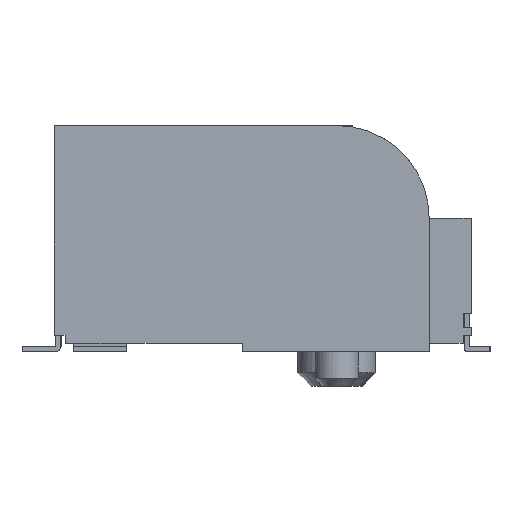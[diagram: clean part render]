
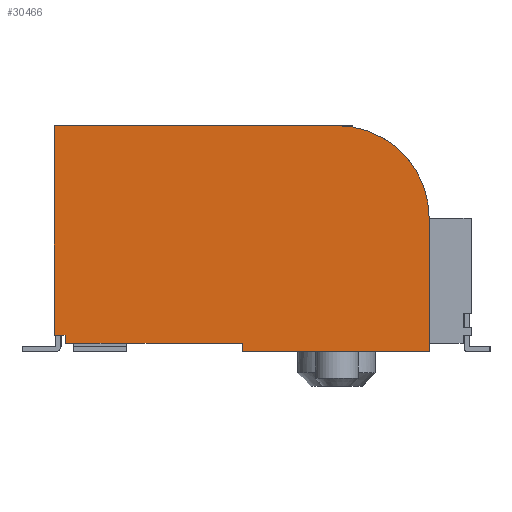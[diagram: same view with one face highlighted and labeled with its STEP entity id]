
A CAD part, left-side view. The second image highlights one B-rep face of the part: STEP entity #30466.
In plain terms, the highlighted planar face has unit normal (-1, 0, 0).
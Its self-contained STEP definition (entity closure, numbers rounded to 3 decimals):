
#30292 = VERTEX_POINT('',#30293);
#30293 = CARTESIAN_POINT('',(-10.95,-1.475,0.)
  );
#30299 = EDGE_CURVE('',#30292,#30300,#30302,.T.);
#30300 = VERTEX_POINT('',#30301);
#30301 = CARTESIAN_POINT('',(-10.95,0.275,0.)
  );
#30302 = LINE('',#30303,#30304);
#30303 = CARTESIAN_POINT('',(-10.95,-1.475,0.)
  );
#30304 = VECTOR('',#30305,1.);
#30305 = DIRECTION('',(0.,1.,0.));
#30447 = EDGE_CURVE('',#30300,#30448,#30450,.T.);
#30448 = VERTEX_POINT('',#30449);
#30449 = CARTESIAN_POINT('',(-10.95,0.275,0.15));
#30450 = LINE('',#30451,#30452);
#30451 = CARTESIAN_POINT('',(-10.95,0.275,0.)
  );
#30452 = VECTOR('',#30453,1.);
#30453 = DIRECTION('',(0.,0.,1.));
#30466 = ADVANCED_FACE('',(#30467),#30558,.T.);
#30467 = FACE_BOUND('',#30468,.F.);
#30468 = EDGE_LOOP('',(#30469,#30470,#30471,#30479,#30487,#30495,#30503,
    #30511,#30519,#30527,#30535,#30544,#30552));
#30469 = ORIENTED_EDGE('',*,*,#30299,.T.);
#30470 = ORIENTED_EDGE('',*,*,#30447,.T.);
#30471 = ORIENTED_EDGE('',*,*,#30472,.T.);
#30472 = EDGE_CURVE('',#30448,#30473,#30475,.T.);
#30473 = VERTEX_POINT('',#30474);
#30474 = CARTESIAN_POINT('',(-10.95,2.425,0.15));
#30475 = LINE('',#30476,#30477);
#30476 = CARTESIAN_POINT('',(-10.95,0.275,0.15));
#30477 = VECTOR('',#30478,1.);
#30478 = DIRECTION('',(0.,1.,0.));
#30479 = ORIENTED_EDGE('',*,*,#30480,.T.);
#30480 = EDGE_CURVE('',#30473,#30481,#30483,.T.);
#30481 = VERTEX_POINT('',#30482);
#30482 = CARTESIAN_POINT('',(-10.95,2.925,0.15));
#30483 = LINE('',#30484,#30485);
#30484 = CARTESIAN_POINT('',(-10.95,2.425,0.15));
#30485 = VECTOR('',#30486,1.);
#30486 = DIRECTION('',(0.,1.,0.));
#30487 = ORIENTED_EDGE('',*,*,#30488,.T.);
#30488 = EDGE_CURVE('',#30481,#30489,#30491,.T.);
#30489 = VERTEX_POINT('',#30490);
#30490 = CARTESIAN_POINT('',(-10.95,3.425,0.15));
#30491 = LINE('',#30492,#30493);
#30492 = CARTESIAN_POINT('',(-10.95,2.925,0.15));
#30493 = VECTOR('',#30494,1.);
#30494 = DIRECTION('',(0.,1.,0.));
#30495 = ORIENTED_EDGE('',*,*,#30496,.T.);
#30496 = EDGE_CURVE('',#30489,#30497,#30499,.T.);
#30497 = VERTEX_POINT('',#30498);
#30498 = CARTESIAN_POINT('',(-10.95,3.575,0.15));
#30499 = LINE('',#30500,#30501);
#30500 = CARTESIAN_POINT('',(-10.95,3.425,0.15));
#30501 = VECTOR('',#30502,1.);
#30502 = DIRECTION('',(0.,1.,0.));
#30503 = ORIENTED_EDGE('',*,*,#30504,.T.);
#30504 = EDGE_CURVE('',#30497,#30505,#30507,.T.);
#30505 = VERTEX_POINT('',#30506);
#30506 = CARTESIAN_POINT('',(-10.95,3.575,0.3));
#30507 = LINE('',#30508,#30509);
#30508 = CARTESIAN_POINT('',(-10.95,3.575,0.15));
#30509 = VECTOR('',#30510,1.);
#30510 = DIRECTION('',(0.,0.,1.));
#30511 = ORIENTED_EDGE('',*,*,#30512,.T.);
#30512 = EDGE_CURVE('',#30505,#30513,#30515,.T.);
#30513 = VERTEX_POINT('',#30514);
#30514 = CARTESIAN_POINT('',(-10.95,3.775,0.3));
#30515 = LINE('',#30516,#30517);
#30516 = CARTESIAN_POINT('',(-10.95,3.575,0.3));
#30517 = VECTOR('',#30518,1.);
#30518 = DIRECTION('',(0.,1.,0.));
#30519 = ORIENTED_EDGE('',*,*,#30520,.T.);
#30520 = EDGE_CURVE('',#30513,#30521,#30523,.T.);
#30521 = VERTEX_POINT('',#30522);
#30522 = CARTESIAN_POINT('',(-10.95,3.775,4.2));
#30523 = LINE('',#30524,#30525);
#30524 = CARTESIAN_POINT('',(-10.95,3.775,0.3));
#30525 = VECTOR('',#30526,1.);
#30526 = DIRECTION('',(0.,0.,1.));
#30527 = ORIENTED_EDGE('',*,*,#30528,.T.);
#30528 = EDGE_CURVE('',#30521,#30529,#30531,.T.);
#30529 = VERTEX_POINT('',#30530);
#30530 = CARTESIAN_POINT('',(-10.95,-1.475,4.2));
#30531 = LINE('',#30532,#30533);
#30532 = CARTESIAN_POINT('',(-10.95,3.775,4.2));
#30533 = VECTOR('',#30534,1.);
#30534 = DIRECTION('',(0.,-1.,0.));
#30535 = ORIENTED_EDGE('',*,*,#30536,.T.);
#30536 = EDGE_CURVE('',#30529,#30537,#30539,.T.);
#30537 = VERTEX_POINT('',#30538);
#30538 = CARTESIAN_POINT('',(-10.95,-3.195,2.48));
#30539 = CIRCLE('',#30540,1.72);
#30540 = AXIS2_PLACEMENT_3D('',#30541,#30542,#30543);
#30541 = CARTESIAN_POINT('',(-10.95,-1.475,2.48));
#30542 = DIRECTION('',(1.,0.,0.));
#30543 = DIRECTION('',(0.,1.,0.));
#30544 = ORIENTED_EDGE('',*,*,#30545,.T.);
#30545 = EDGE_CURVE('',#30537,#30546,#30548,.T.);
#30546 = VERTEX_POINT('',#30547);
#30547 = CARTESIAN_POINT('',(-10.95,-3.195,0.)
  );
#30548 = LINE('',#30549,#30550);
#30549 = CARTESIAN_POINT('',(-10.95,-3.195,2.48));
#30550 = VECTOR('',#30551,1.);
#30551 = DIRECTION('',(0.,0.,-1.));
#30552 = ORIENTED_EDGE('',*,*,#30553,.T.);
#30553 = EDGE_CURVE('',#30546,#30292,#30554,.T.);
#30554 = LINE('',#30555,#30556);
#30555 = CARTESIAN_POINT('',(-10.95,-3.195,0.)
  );
#30556 = VECTOR('',#30557,1.);
#30557 = DIRECTION('',(0.,1.,0.));
#30558 = PLANE('',#30559);
#30559 = AXIS2_PLACEMENT_3D('',#30560,#30561,#30562);
#30560 = CARTESIAN_POINT('',(-10.95,0.4,
    2.039));
#30561 = DIRECTION('',(-1.,0.,0.));
#30562 = DIRECTION('',(0.,0.,-1.));
